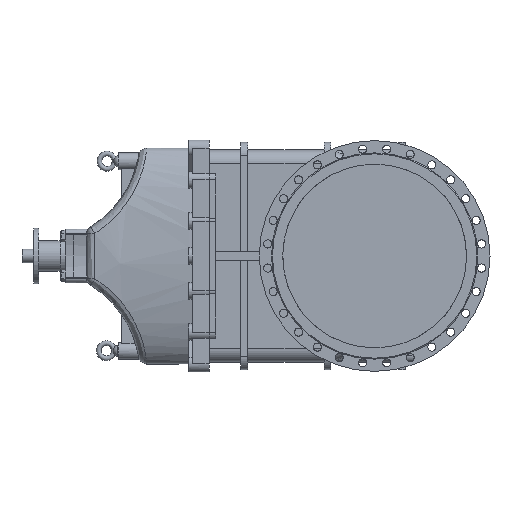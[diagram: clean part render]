
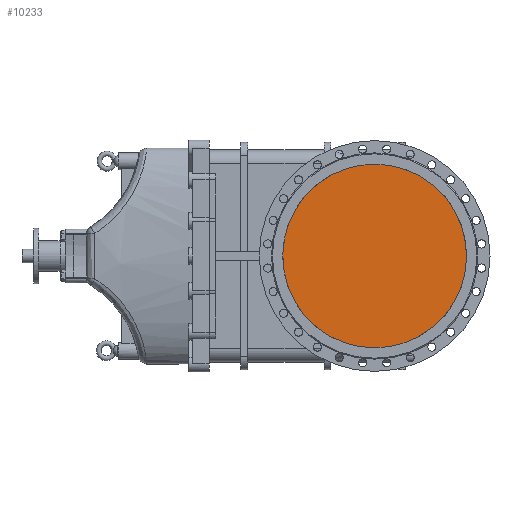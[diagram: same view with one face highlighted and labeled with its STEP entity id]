
A CAD part, left-side view. The second image highlights one B-rep face of the part: STEP entity #10233.
In plain terms, the highlighted planar face has unit normal (-1, 0, 0).
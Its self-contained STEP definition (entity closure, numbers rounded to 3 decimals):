
#10233=ADVANCED_FACE('',(#57097),#57099,.F.);
#57097=FACE_BOUND('',#57098,.T.);
#57098=EDGE_LOOP('',(#86045));
#57099=PLANE('',#57100);
#57100=AXIS2_PLACEMENT_3D('',#57101,#57102,#57103);
#57101=CARTESIAN_POINT('',(461.339,640.277,14360.311));
#57102=DIRECTION('',(1.,0.,0.));
#57103=DIRECTION('',(0.,0.,-1.));
#86045=ORIENTED_EDGE('',*,*,#107856,.T.);
#107856=EDGE_CURVE('',#122542,#122542,#122543,.T.);
#122542=VERTEX_POINT('',#154271);
#122543=CIRCLE('',#154272,500.);
#154271=CARTESIAN_POINT('',(461.339,629.011,14860.184));
#154272=AXIS2_PLACEMENT_3D('',#154273,#154274,#154275);
#154273=CARTESIAN_POINT('',(461.339,640.277,14360.311));
#154274=DIRECTION('',(-1.,0.,0.));
#154275=DIRECTION('',(0.,-1.,0.));
